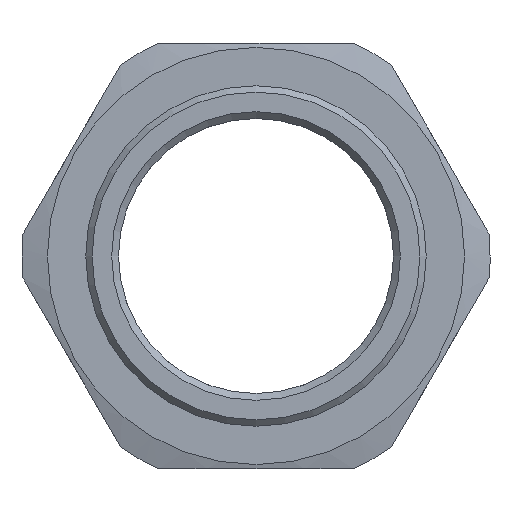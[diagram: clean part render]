
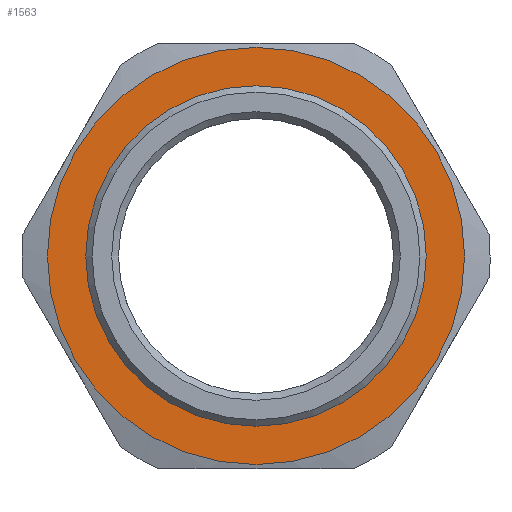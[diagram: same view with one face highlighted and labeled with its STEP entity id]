
A CAD part, left-side view. The second image highlights one B-rep face of the part: STEP entity #1563.
In plain terms, the highlighted planar face has unit normal (-1, 0, 0).
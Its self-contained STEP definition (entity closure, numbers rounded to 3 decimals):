
#137 = DIRECTION ( 'NONE',  ( 0., 0., -1. ) ) ;
#145 = DIRECTION ( 'NONE',  ( 1., 0., 0. ) ) ;
#168 = CARTESIAN_POINT ( 'NONE',  ( 15.3, 20., 0. ) ) ;
#210 = AXIS2_PLACEMENT_3D ( 'NONE', #168, #145, #137 ) ;
#228 = EDGE_LOOP ( 'NONE', ( #1814 ) ) ;
#299 = VERTEX_POINT ( 'NONE', #1904 ) ;
#458 = PLANE ( 'NONE',  #210 ) ;
#617 = CARTESIAN_POINT ( 'NONE',  ( 15.3, 0., 0. ) ) ;
#768 = CARTESIAN_POINT ( 'NONE',  ( 15.3, 0., -20. ) ) ;
#818 = DIRECTION ( 'NONE',  ( 0., 0., -1. ) ) ;
#1004 = CARTESIAN_POINT ( 'NONE',  ( 15.3, 0., 0. ) ) ;
#1019 = FACE_BOUND ( 'NONE', #228, .T. ) ;
#1031 = CIRCLE ( 'NONE', #1241, 20. ) ;
#1169 = DIRECTION ( 'NONE',  ( 0., 0., -1. ) ) ;
#1237 = EDGE_LOOP ( 'NONE', ( #1850 ) ) ;
#1241 = AXIS2_PLACEMENT_3D ( 'NONE', #1004, #2307, #1169 ) ;
#1490 = AXIS2_PLACEMENT_3D ( 'NONE', #617, #1948, #818 ) ;
#1493 = FACE_OUTER_BOUND ( 'NONE', #1237, .T. ) ;
#1563 = ADVANCED_FACE ( 'NONE', ( #1493, #1019 ), #458, .F. ) ;
#1814 = ORIENTED_EDGE ( 'NONE', *, *, #1909, .T. ) ;
#1850 = ORIENTED_EDGE ( 'NONE', *, *, #1876, .F. ) ;
#1876 = EDGE_CURVE ( 'NONE', #299, #299, #2035, .T. ) ;
#1904 = CARTESIAN_POINT ( 'NONE',  ( 15.3, 0., -24.5 ) ) ;
#1909 = EDGE_CURVE ( 'NONE', #2204, #2204, #1031, .T. ) ;
#1948 = DIRECTION ( 'NONE',  ( 1., 0., 0. ) ) ;
#2035 = CIRCLE ( 'NONE', #1490, 24.5 ) ;
#2204 = VERTEX_POINT ( 'NONE', #768 ) ;
#2307 = DIRECTION ( 'NONE',  ( 1., 0., 0. ) ) ;
